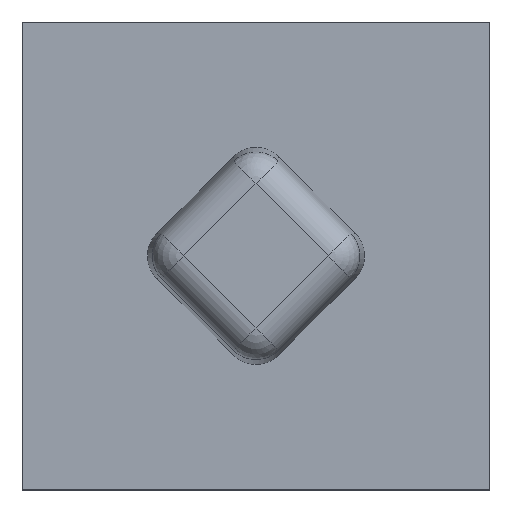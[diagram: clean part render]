
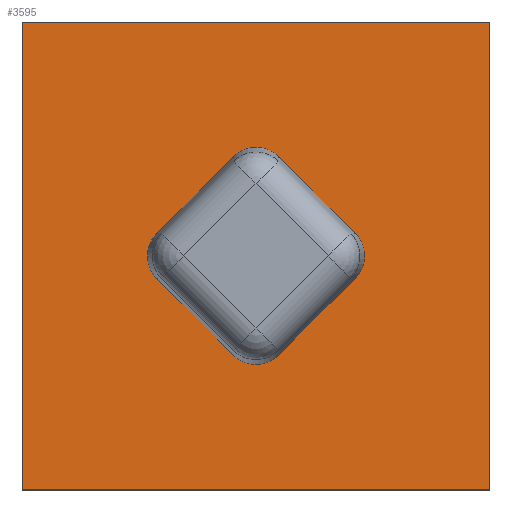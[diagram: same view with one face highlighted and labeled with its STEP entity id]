
A CAD part, top view. The second image highlights one B-rep face of the part: STEP entity #3595.
In plain terms, the highlighted planar face has unit normal (0, 0, 1).
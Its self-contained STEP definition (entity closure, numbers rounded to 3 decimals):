
#42=ELLIPSE('',#3851,0.253,0.25);
#43=ELLIPSE('',#3852,0.253,0.25);
#44=ELLIPSE('',#3853,0.253,0.25);
#45=ELLIPSE('',#3854,0.253,0.25);
#955=ORIENTED_EDGE('',*,*,#1492,.T.);
#956=ORIENTED_EDGE('',*,*,#1493,.T.);
#957=ORIENTED_EDGE('',*,*,#1494,.T.);
#958=ORIENTED_EDGE('',*,*,#1495,.T.);
#959=ORIENTED_EDGE('',*,*,#1496,.T.);
#960=ORIENTED_EDGE('',*,*,#1497,.T.);
#961=ORIENTED_EDGE('',*,*,#1498,.T.);
#962=ORIENTED_EDGE('',*,*,#1499,.T.);
#963=ORIENTED_EDGE('',*,*,#1500,.T.);
#964=ORIENTED_EDGE('',*,*,#1501,.T.);
#965=ORIENTED_EDGE('',*,*,#1502,.T.);
#966=ORIENTED_EDGE('',*,*,#1503,.T.);
#1492=EDGE_CURVE('',#1834,#1835,#2303,.T.);
#1493=EDGE_CURVE('',#1835,#1836,#2304,.T.);
#1494=EDGE_CURVE('',#1836,#1837,#2305,.T.);
#1495=EDGE_CURVE('',#1837,#1834,#2306,.T.);
#1496=EDGE_CURVE('',#1838,#1839,#2307,.T.);
#1497=EDGE_CURVE('',#1839,#1840,#42,.F.);
#1498=EDGE_CURVE('',#1840,#1841,#2308,.T.);
#1499=EDGE_CURVE('',#1841,#1842,#43,.F.);
#1500=EDGE_CURVE('',#1842,#1843,#2309,.T.);
#1501=EDGE_CURVE('',#1843,#1844,#44,.F.);
#1502=EDGE_CURVE('',#1844,#1845,#2310,.T.);
#1503=EDGE_CURVE('',#1845,#1838,#45,.F.);
#1834=VERTEX_POINT('',#5675);
#1835=VERTEX_POINT('',#5676);
#1836=VERTEX_POINT('',#5678);
#1837=VERTEX_POINT('',#5680);
#1838=VERTEX_POINT('',#5683);
#1839=VERTEX_POINT('',#5684);
#1840=VERTEX_POINT('',#5686);
#1841=VERTEX_POINT('',#5688);
#1842=VERTEX_POINT('',#5690);
#1843=VERTEX_POINT('',#5692);
#1844=VERTEX_POINT('',#5694);
#1845=VERTEX_POINT('',#5696);
#2303=LINE('',#5674,#2776);
#2304=LINE('',#5677,#2777);
#2305=LINE('',#5679,#2778);
#2306=LINE('',#5681,#2779);
#2307=LINE('',#5682,#2780);
#2308=LINE('',#5687,#2781);
#2309=LINE('',#5691,#2782);
#2310=LINE('',#5695,#2783);
#2776=VECTOR('',#4663,1000.);
#2777=VECTOR('',#4664,1000.);
#2778=VECTOR('',#4665,1000.);
#2779=VECTOR('',#4666,1000.);
#2780=VECTOR('',#4667,1000.);
#2781=VECTOR('',#4670,1000.);
#2782=VECTOR('',#4673,1000.);
#2783=VECTOR('',#4676,1000.);
#3011=EDGE_LOOP('',(#955,#956,#957,#958));
#3012=EDGE_LOOP('',(#959,#960,#961,#962,#963,#964,#965,#966));
#3238=FACE_BOUND('',#3011,.T.);
#3239=FACE_BOUND('',#3012,.T.);
#3423=PLANE('',#3850);
#3595=ADVANCED_FACE('',(#3238,#3239),#3423,.T.);
#3850=AXIS2_PLACEMENT_3D('',#5673,#4661,#4662);
#3851=AXIS2_PLACEMENT_3D('',#5685,#4668,#4669);
#3852=AXIS2_PLACEMENT_3D('',#5689,#4671,#4672);
#3853=AXIS2_PLACEMENT_3D('',#5693,#4674,#4675);
#3854=AXIS2_PLACEMENT_3D('',#5697,#4677,#4678);
#4661=DIRECTION('',(0.,0.,1.));
#4662=DIRECTION('',(1.,0.,0.));
#4663=DIRECTION('',(0.,-1.,0.));
#4664=DIRECTION('',(1.,0.,0.));
#4665=DIRECTION('',(0.,1.,0.));
#4666=DIRECTION('',(-1.,0.,0.));
#4667=DIRECTION('',(0.707,-0.707,0.));
#4668=DIRECTION('',(0.,0.,1.));
#4669=DIRECTION('',(1.,0.,0.));
#4670=DIRECTION('',(-0.707,-0.707,0.));
#4671=DIRECTION('',(0.,0.,1.));
#4672=DIRECTION('',(0.,-1.,0.));
#4673=DIRECTION('',(-0.707,0.707,0.));
#4674=DIRECTION('',(0.,0.,1.));
#4675=DIRECTION('',(-1.,0.,0.));
#4676=DIRECTION('',(0.707,0.707,0.));
#4677=DIRECTION('',(0.,0.,1.));
#4678=DIRECTION('',(0.,1.,0.));
#5673=CARTESIAN_POINT('',(0.,0.,0.8));
#5674=CARTESIAN_POINT('',(-1.825,1.825,0.8));
#5675=CARTESIAN_POINT('',(-1.825,1.825,0.8));
#5676=CARTESIAN_POINT('',(-1.825,-1.825,0.8));
#5677=CARTESIAN_POINT('',(-1.825,-1.825,0.8));
#5678=CARTESIAN_POINT('',(1.825,-1.825,0.8));
#5679=CARTESIAN_POINT('',(1.825,-1.825,0.8));
#5680=CARTESIAN_POINT('',(1.825,1.825,0.8));
#5681=CARTESIAN_POINT('',(1.825,1.825,0.8));
#5682=CARTESIAN_POINT('',(0.475,0.475,0.8));
#5683=CARTESIAN_POINT('',(0.176,0.774,0.8));
#5684=CARTESIAN_POINT('',(0.774,0.176,0.8));
#5685=CARTESIAN_POINT('',(0.594,0.,0.8));
#5686=CARTESIAN_POINT('',(0.774,-0.176,0.8));
#5687=CARTESIAN_POINT('',(0.475,-0.475,0.8));
#5688=CARTESIAN_POINT('',(0.176,-0.774,0.8));
#5689=CARTESIAN_POINT('',(0.,-0.594,0.8));
#5690=CARTESIAN_POINT('',(-0.176,-0.774,0.8));
#5691=CARTESIAN_POINT('',(-0.475,-0.475,0.8));
#5692=CARTESIAN_POINT('',(-0.774,-0.176,0.8));
#5693=CARTESIAN_POINT('',(-0.594,0.,0.8));
#5694=CARTESIAN_POINT('',(-0.774,0.176,0.8));
#5695=CARTESIAN_POINT('',(-0.475,0.475,0.8));
#5696=CARTESIAN_POINT('',(-0.176,0.774,0.8));
#5697=CARTESIAN_POINT('',(0.,0.594,0.8));
